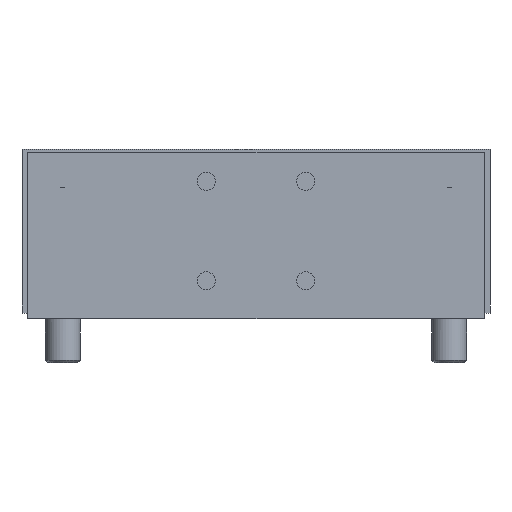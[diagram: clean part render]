
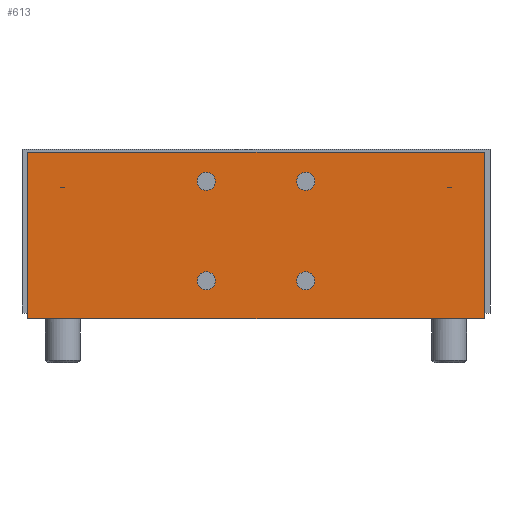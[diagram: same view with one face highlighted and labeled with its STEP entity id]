
A CAD part, left-side view. The second image highlights one B-rep face of the part: STEP entity #613.
In plain terms, the highlighted planar face has unit normal (-1, 0, 0).
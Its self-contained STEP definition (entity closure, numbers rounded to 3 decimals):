
#613 = ADVANCED_FACE( '', ( #1384, #1385, #1386, #1387, #1388 ), #1389, .F. );
#1384 = FACE_BOUND( '', #2159, .T. );
#1385 = FACE_BOUND( '', #2160, .T. );
#1386 = FACE_BOUND( '', #2161, .T. );
#1387 = FACE_BOUND( '', #2162, .T. );
#1388 = FACE_OUTER_BOUND( '', #2163, .T. );
#1389 = PLANE( '', #2164 );
#2159 = EDGE_LOOP( '', ( #3542 ) );
#2160 = EDGE_LOOP( '', ( #3543 ) );
#2161 = EDGE_LOOP( '', ( #3544 ) );
#2162 = EDGE_LOOP( '', ( #3545 ) );
#2163 = EDGE_LOOP( '', ( #3546, #3547, #3548, #3549 ) );
#2164 = AXIS2_PLACEMENT_3D( '', #3550, #3551, #3552 );
#3542 = ORIENTED_EDGE( '', *, *, #3971, .T. );
#3543 = ORIENTED_EDGE( '', *, *, #3679, .T. );
#3544 = ORIENTED_EDGE( '', *, *, #3641, .T. );
#3545 = ORIENTED_EDGE( '', *, *, #4011, .T. );
#3546 = ORIENTED_EDGE( '', *, *, #3930, .F. );
#3547 = ORIENTED_EDGE( '', *, *, #3948, .F. );
#3548 = ORIENTED_EDGE( '', *, *, #3578, .F. );
#3549 = ORIENTED_EDGE( '', *, *, #3871, .F. );
#3550 = CARTESIAN_POINT( '', ( -511., -44., 28. ) );
#3551 = DIRECTION( '', ( 1., 0., 0. ) );
#3552 = DIRECTION( '', ( 0., 1., 0. ) );
#3578 = EDGE_CURVE( '', #4083, #4085, #4086, .T. );
#3641 = EDGE_CURVE( '', #4192, #4192, #4193, .T. );
#3679 = EDGE_CURVE( '', #4257, #4257, #4258, .T. );
#3871 = EDGE_CURVE( '', #4563, #4083, #4565, .T. );
#3930 = EDGE_CURVE( '', #4646, #4563, #4648, .T. );
#3948 = EDGE_CURVE( '', #4085, #4646, #4672, .T. );
#3971 = EDGE_CURVE( '', #4702, #4702, #4703, .T. );
#4011 = EDGE_CURVE( '', #4757, #4757, #4758, .T. );
#4083 = VERTEX_POINT( '', #4836 );
#4085 = VERTEX_POINT( '', #4839 );
#4086 = LINE( '', #4840, #4841 );
#4192 = VERTEX_POINT( '', #4966 );
#4193 = CIRCLE( '', #4967, 3.1 );
#4257 = VERTEX_POINT( '', #5039 );
#4258 = CIRCLE( '', #5040, 3.1 );
#4563 = VERTEX_POINT( '', #5476 );
#4565 = LINE( '', #5479, #5480 );
#4646 = VERTEX_POINT( '', #5574 );
#4648 = LINE( '', #5577, #5578 );
#4672 = LINE( '', #5641, #5642 );
#4702 = VERTEX_POINT( '', #5710 );
#4703 = CIRCLE( '', #5711, 3.1 );
#4757 = VERTEX_POINT( '', #5776 );
#4758 = CIRCLE( '', #5777, 3.1 );
#4836 = CARTESIAN_POINT( '', ( -511., 78., 55. ) );
#4839 = CARTESIAN_POINT( '', ( -511., -78., 55. ) );
#4840 = CARTESIAN_POINT( '', ( -511., 78., 55. ) );
#4841 = VECTOR( '', #5859, 1000. );
#4966 = CARTESIAN_POINT( '', ( -511., 20.1, 45. ) );
#4967 = AXIS2_PLACEMENT_3D( '', #5960, #5961, #5962 );
#5039 = CARTESIAN_POINT( '', ( -511., -13.9, 11. ) );
#5040 = AXIS2_PLACEMENT_3D( '', #6025, #6026, #6027 );
#5476 = CARTESIAN_POINT( '', ( -511., 78., -2. ) );
#5479 = CARTESIAN_POINT( '', ( -511., 78., -2. ) );
#5480 = VECTOR( '', #6298, 1000. );
#5574 = CARTESIAN_POINT( '', ( -511., -78., -2. ) );
#5577 = CARTESIAN_POINT( '', ( -511., -78., -2. ) );
#5578 = VECTOR( '', #6373, 1000. );
#5641 = CARTESIAN_POINT( '', ( -511., -78., 55. ) );
#5642 = VECTOR( '', #6386, 1000. );
#5710 = CARTESIAN_POINT( '', ( -511., 20.1, 11. ) );
#5711 = AXIS2_PLACEMENT_3D( '', #6407, #6408, #6409 );
#5776 = CARTESIAN_POINT( '', ( -511., -13.9, 45. ) );
#5777 = AXIS2_PLACEMENT_3D( '', #6445, #6446, #6447 );
#5859 = DIRECTION( '', ( 0., -1., 0. ) );
#5960 = CARTESIAN_POINT( '', ( -511., 17., 45. ) );
#5961 = DIRECTION( '', ( 1., 0., 0. ) );
#5962 = DIRECTION( '', ( 0., 1., 0. ) );
#6025 = CARTESIAN_POINT( '', ( -511., -17., 11. ) );
#6026 = DIRECTION( '', ( 1., 0., 0. ) );
#6027 = DIRECTION( '', ( 0., 1., 0. ) );
#6298 = DIRECTION( '', ( 0., 0., 1. ) );
#6373 = DIRECTION( '', ( 0., 1., 0. ) );
#6386 = DIRECTION( '', ( 0., 0., -1. ) );
#6407 = CARTESIAN_POINT( '', ( -511., 17., 11. ) );
#6408 = DIRECTION( '', ( 1., 0., 0. ) );
#6409 = DIRECTION( '', ( 0., 1., 0. ) );
#6445 = CARTESIAN_POINT( '', ( -511., -17., 45. ) );
#6446 = DIRECTION( '', ( 1., 0., 0. ) );
#6447 = DIRECTION( '', ( 0., 1., 0. ) );
